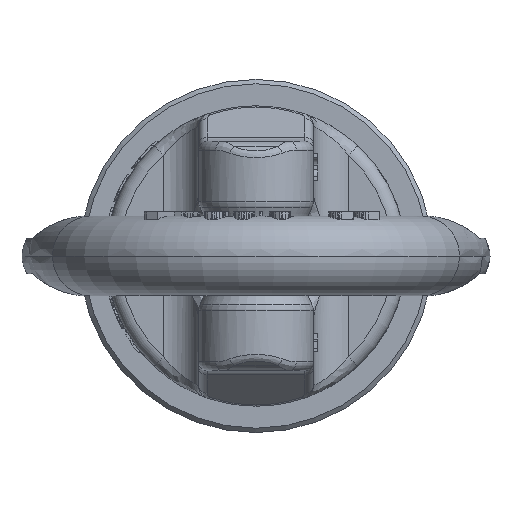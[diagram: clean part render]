
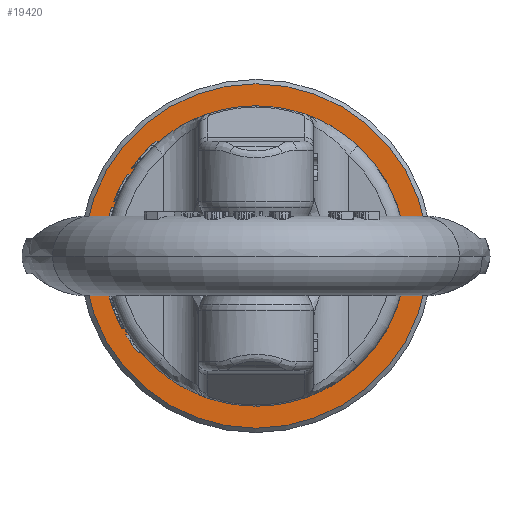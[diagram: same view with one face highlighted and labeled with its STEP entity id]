
A CAD part, left-side view. The second image highlights one B-rep face of the part: STEP entity #19420.
In plain terms, the highlighted planar face has unit normal (-1, 0, 0).
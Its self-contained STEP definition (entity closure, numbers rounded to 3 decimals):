
#19293=CARTESIAN_POINT('',(0.,0.,0.));
#19294=DIRECTION('',(-1.,0.,0.));
#19295=DIRECTION('',(0.,1.,0.));
#19296=AXIS2_PLACEMENT_3D('',#19293,#19294,#19295);
#19298=CARTESIAN_POINT('',(0.,0.,0.));
#19299=DIRECTION('',(-1.,0.,0.));
#19300=DIRECTION('',(0.,-1.,0.));
#19301=AXIS2_PLACEMENT_3D('',#19298,#19299,#19300);
#19393=CARTESIAN_POINT('',(0.,19.5,0.));
#19394=CARTESIAN_POINT('',(0.,-19.5,0.));
#19395=VERTEX_POINT('',#19393);
#19396=VERTEX_POINT('',#19394);
#19409=CARTESIAN_POINT('',(0.,0.,0.));
#19410=DIRECTION('',(1.,0.,0.));
#19411=DIRECTION('',(0.,1.,0.));
#19412=AXIS2_PLACEMENT_3D('',#19409,#19410,#19411);
#19413=PLANE('',#19412);
#19415=ORIENTED_EDGE('',*,*,#19414,.F.);
#19417=ORIENTED_EDGE('',*,*,#19416,.F.);
#19418=EDGE_LOOP('',(#19415,#19417));
#19419=FACE_OUTER_BOUND('',#19418,.F.);
#19420=ADVANCED_FACE('',(#19419),#19413,.F.);
#19297=CIRCLE('',#19296,19.5);
#19302=CIRCLE('',#19301,19.5);
#19414=EDGE_CURVE('',#19395,#19396,#19297,.T.);
#19416=EDGE_CURVE('',#19396,#19395,#19302,.T.);
